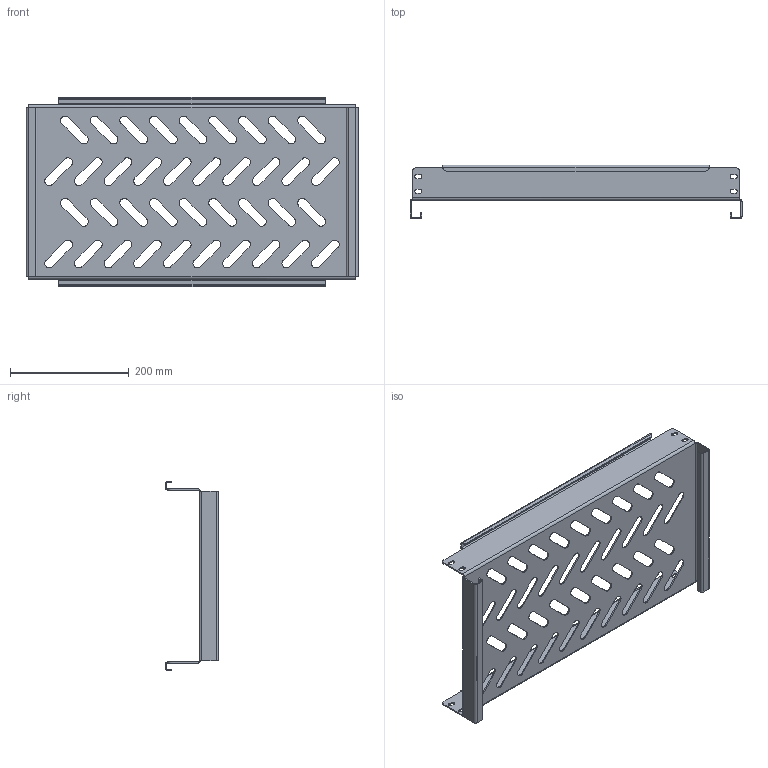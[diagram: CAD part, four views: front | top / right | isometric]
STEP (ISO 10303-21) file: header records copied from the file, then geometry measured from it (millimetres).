
FILE_DESCRIPTION (( 'STEP AP214' ), '1' );
FILE_NAME ('945.346.STEP', '2024-09-25T12:15:59', ( '' ), ( '' ), 'SwSTEP 2.0', 'SolidWorks 2021', '' );
FILE_SCHEMA (( 'AUTOMOTIVE_DESIGN' ));
Length unit declared in the file: millimetre
Products named in the file (1): 945.346
Bounding box: 560 x 90 x 320 mm (x, y, z)
Volume: 478366.2 mm3; surface area: 493694 mm2
Topology: 1 solids, 1 shells, 352 faces, 962 edges, 612 vertices
Faces by surface type: cylinder 174, plane 170, bspline 8
Entity records: 11744 total; most frequent: CARTESIAN_POINT 2427, DIRECTION 1960, ORIENTED_EDGE 1924, EDGE_CURVE 962, AXIS2_PLACEMENT_3D 693, VERTEX_POINT 612, VECTOR 574, LINE 574
